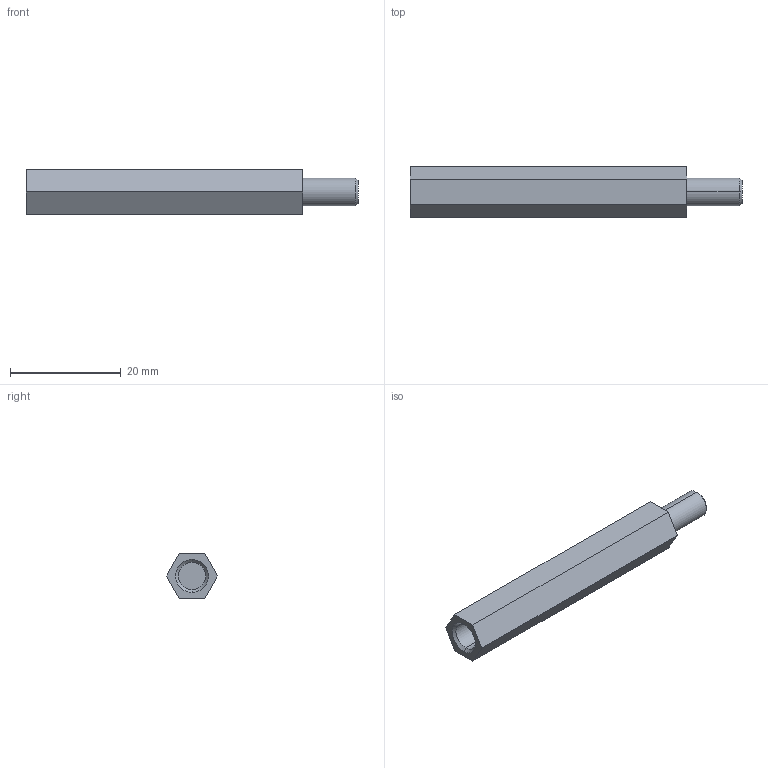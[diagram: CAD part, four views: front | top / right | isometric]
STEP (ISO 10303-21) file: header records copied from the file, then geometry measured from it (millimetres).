
FILE_DESCRIPTION(('STEP AP203'),'1');
FILE_NAME('dmh-m5x50.stp','2024-09-25T12:48:40',('TraceParts'),('TraceParts S.A.'),'Spatial InterOp 3D',' ',' ');
FILE_SCHEMA(('CONFIG_CONTROL_DESIGN'));
Length unit declared in the file: millimetre
Products named in the file (1): 1
Bounding box: 60 x 9.24 x 8 mm (x, y, z)
Volume: 2766.6 mm3; surface area: 1812.6 mm2
Topology: 1 solids, 1 shells, 260 faces, 686 edges, 456 vertices
Faces by surface type: plane 164, bspline 88, cone 4, cylinder 4
Entity records: 13658 total; most frequent: CARTESIAN_POINT 7763, ORIENTED_EDGE 1372, DIRECTION 868, EDGE_CURVE 686, LINE 498, VECTOR 498, VERTEX_POINT 456, EDGE_LOOP 288
